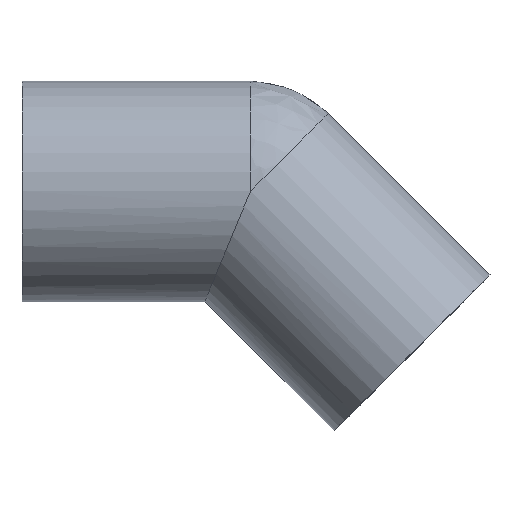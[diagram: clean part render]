
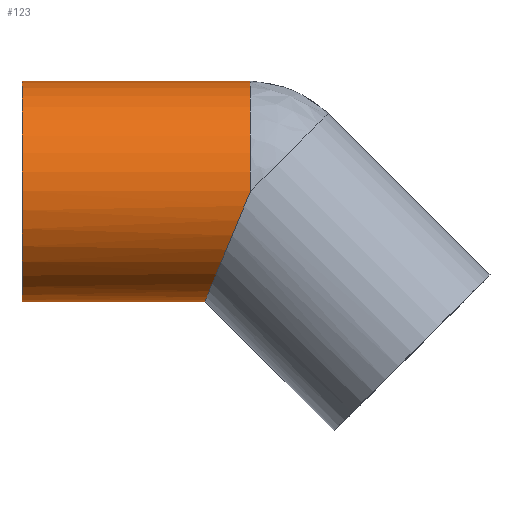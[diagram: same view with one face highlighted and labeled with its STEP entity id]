
A CAD part, top view. The second image highlights one B-rep face of the part: STEP entity #123.
In plain terms, the highlighted cylindrical face has radius 55 mm (diameter 110 mm), a partial arc.
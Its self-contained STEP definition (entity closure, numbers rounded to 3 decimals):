
#93 = EDGE_CURVE( '', #137, #147, #229, .T. );
#111 = VERTEX_POINT( '', #250 );
#117 = VERTEX_POINT( '', #256 );
#123 = ADVANCED_FACE( '', ( #262 ), #263, .T. );
#135 = EDGE_CURVE( '', #147, #111, #275, .T. );
#137 = VERTEX_POINT( '', #277 );
#141 = EDGE_CURVE( '', #137, #117, #281, .T. );
#147 = VERTEX_POINT( '', #287 );
#173 = EDGE_CURVE( '', #183, #117, #317, .T. );
#183 = VERTEX_POINT( '', #329 );
#199 = EDGE_CURVE( '', #111, #183, #347, .T. );
#229 = LINE( '', #372, #373 );
#250 = CARTESIAN_POINT( '', ( 114., 0., 55. ) );
#256 = CARTESIAN_POINT( '', ( 0., 55., 0. ) );
#262 = FACE_OUTER_BOUND( '', #412, .T. );
#263 = CYLINDRICAL_SURFACE( '', #413, 55. );
#275 = ELLIPSE( '', #431, 59.532, 55. );
#277 = CARTESIAN_POINT( '', ( 0., -55., 0. ) );
#281 = CIRCLE( '', #438, 55. );
#287 = CARTESIAN_POINT( '', ( 91.218, -55., 0. ) );
#317 = LINE( '', #483, #484 );
#329 = CARTESIAN_POINT( '', ( 114., 55., 0. ) );
#347 = CIRCLE( '', #520, 55. );
#372 = CARTESIAN_POINT( '', ( 57., -55., 0. ) );
#373 = VECTOR( '', #542, 1. );
#412 = EDGE_LOOP( '', ( #587, #588, #589, #590, #591 ) );
#413 = AXIS2_PLACEMENT_3D( '', #592, #593, #594 );
#431 = AXIS2_PLACEMENT_3D( '', #600, #601, #602 );
#438 = AXIS2_PLACEMENT_3D( '', #603, #604, #605 );
#483 = CARTESIAN_POINT( '', ( 57., 55., 0. ) );
#484 = VECTOR( '', #650, 1. );
#520 = AXIS2_PLACEMENT_3D( '', #692, #693, #694 );
#542 = DIRECTION( '', ( 1., 0., 0. ) );
#587 = ORIENTED_EDGE( '', *, *, #173, .T. );
#588 = ORIENTED_EDGE( '', *, *, #141, .F. );
#589 = ORIENTED_EDGE( '', *, *, #93, .T. );
#590 = ORIENTED_EDGE( '', *, *, #135, .T. );
#591 = ORIENTED_EDGE( '', *, *, #199, .T. );
#592 = CARTESIAN_POINT( '', ( 57., 0., 0. ) );
#593 = DIRECTION( '', ( 1., 0., 0. ) );
#594 = DIRECTION( '', ( 0., 1., 0. ) );
#600 = CARTESIAN_POINT( '', ( 114., 0., 0. ) );
#601 = DIRECTION( '', ( -0.924, 0.383, 0. ) );
#602 = DIRECTION( '', ( 0.383, 0.924, 0. ) );
#603 = CARTESIAN_POINT( '', ( 0., 0., 0. ) );
#604 = DIRECTION( '', ( -1., 0., 0. ) );
#605 = DIRECTION( '', ( 0., 1., 0. ) );
#650 = DIRECTION( '', ( -1., 0., 0. ) );
#692 = CARTESIAN_POINT( '', ( 114., 0., 0. ) );
#693 = DIRECTION( '', ( -1., 0., 0. ) );
#694 = DIRECTION( '', ( 0., 1., 0. ) );
